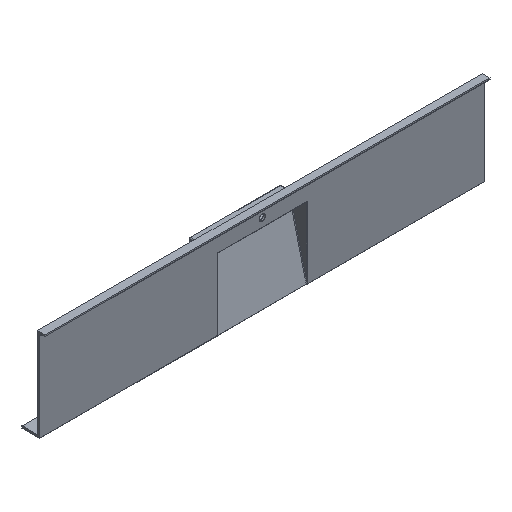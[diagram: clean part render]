
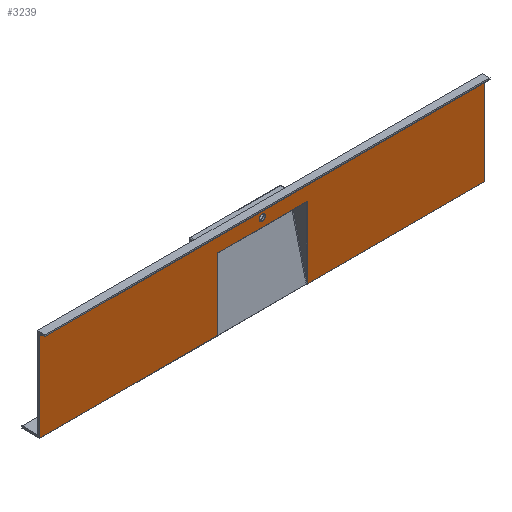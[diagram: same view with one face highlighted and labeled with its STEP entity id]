
A CAD part, isometric view. The second image highlights one B-rep face of the part: STEP entity #3239.
In plain terms, the highlighted planar face has unit normal (0, -1, 0).
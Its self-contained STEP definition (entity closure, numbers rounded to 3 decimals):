
#2 = DIRECTION ( 'NONE',  ( 0., 0., -1. ) ) ;
#31 = LINE ( 'NONE', #4196, #4143 ) ;
#55 = EDGE_CURVE ( 'NONE', #4222, #402, #2221, .T. ) ;
#173 = CIRCLE ( 'NONE', #2177, 17.5 ) ;
#194 = DIRECTION ( 'NONE',  ( 0., -1., 0. ) ) ;
#224 = EDGE_CURVE ( 'NONE', #2368, #4222, #750, .T. ) ;
#334 = EDGE_CURVE ( 'NONE', #402, #1468, #2685, .T. ) ;
#381 = DIRECTION ( 'NONE',  ( 0., 0., 1. ) ) ;
#402 = VERTEX_POINT ( 'NONE', #1273 ) ;
#437 = EDGE_LOOP ( 'NONE', ( #2122, #3288 ) ) ;
#530 = EDGE_CURVE ( 'NONE', #2160, #2319, #4758, .T. ) ;
#610 = CARTESIAN_POINT ( 'NONE',  ( -600., 50., -71. ) ) ;
#700 = EDGE_CURVE ( 'NONE', #4321, #2368, #3457, .T. ) ;
#750 = LINE ( 'NONE', #1509, #3028 ) ;
#963 = CARTESIAN_POINT ( 'NONE',  ( 1200., 50., -519.57 ) ) ;
#980 = FACE_BOUND ( 'NONE', #437, .T. ) ;
#1057 = CARTESIAN_POINT ( 'NONE',  ( 650., 50., 20. ) ) ;
#1126 = CARTESIAN_POINT ( 'NONE',  ( -853.181, 50., -117.153 ) ) ;
#1262 = CARTESIAN_POINT ( 'NONE',  ( -346.819, 50., -117.153 ) ) ;
#1273 = CARTESIAN_POINT ( 'NONE',  ( -853.181, 50., -519.57 ) ) ;
#1340 = DIRECTION ( 'NONE',  ( 1., 0., 0. ) ) ;
#1435 = DIRECTION ( 'NONE',  ( 0., 1., 0. ) ) ;
#1442 = CARTESIAN_POINT ( 'NONE',  ( -1850., 50., -519.57 ) ) ;
#1468 = VERTEX_POINT ( 'NONE', #1126 ) ;
#1509 = CARTESIAN_POINT ( 'NONE',  ( -1850., 50., -580. ) ) ;
#1559 = DIRECTION ( 'NONE',  ( -1., 0., 0. ) ) ;
#1562 = EDGE_CURVE ( 'NONE', #3561, #2187, #31, .T. ) ;
#1677 = EDGE_CURVE ( 'NONE', #2187, #3141, #2097, .T. ) ;
#1747 = CARTESIAN_POINT ( 'NONE',  ( 1200., 50., -12. ) ) ;
#1858 = CARTESIAN_POINT ( 'NONE',  ( -853.181, 50., -12. ) ) ;
#1917 = ORIENTED_EDGE ( 'NONE', *, *, #3374, .T. ) ;
#1946 = ORIENTED_EDGE ( 'NONE', *, *, #334, .T. ) ;
#1958 = EDGE_LOOP ( 'NONE', ( #2614, #2086, #2180, #2132, #1946, #1917, #4886, #3313 ) ) ;
#2086 = ORIENTED_EDGE ( 'NONE', *, *, #700, .T. ) ;
#2097 = LINE ( 'NONE', #963, #3264 ) ;
#2122 = ORIENTED_EDGE ( 'NONE', *, *, #2558, .F. ) ;
#2132 = ORIENTED_EDGE ( 'NONE', *, *, #55, .T. ) ;
#2147 = DIRECTION ( 'NONE',  ( 0., 0., -1. ) ) ;
#2160 = VERTEX_POINT ( 'NONE', #4110 ) ;
#2177 = AXIS2_PLACEMENT_3D ( 'NONE', #3371, #4480, #3446 ) ;
#2180 = ORIENTED_EDGE ( 'NONE', *, *, #224, .T. ) ;
#2187 = VERTEX_POINT ( 'NONE', #2695 ) ;
#2221 = LINE ( 'NONE', #3345, #3898 ) ;
#2266 = VECTOR ( 'NONE', #2668, 1000. ) ;
#2314 = LINE ( 'NONE', #3818, #3444 ) ;
#2319 = VERTEX_POINT ( 'NONE', #2779 ) ;
#2368 = VERTEX_POINT ( 'NONE', #4376 ) ;
#2376 = DIRECTION ( 'NONE',  ( 0., 0., -1. ) ) ;
#2400 = VECTOR ( 'NONE', #1559, 1000. ) ;
#2413 = CARTESIAN_POINT ( 'NONE',  ( 650., 50., -519.57 ) ) ;
#2496 = EDGE_CURVE ( 'NONE', #3141, #4321, #4158, .T. ) ;
#2508 = FACE_OUTER_BOUND ( 'NONE', #1958, .T. ) ;
#2558 = EDGE_CURVE ( 'NONE', #2319, #2160, #173, .T. ) ;
#2614 = ORIENTED_EDGE ( 'NONE', *, *, #2496, .T. ) ;
#2643 = DIRECTION ( 'NONE',  ( 1., 0., 0. ) ) ;
#2668 = DIRECTION ( 'NONE',  ( 0., 0., 1. ) ) ;
#2685 = LINE ( 'NONE', #1858, #4363 ) ;
#2695 = CARTESIAN_POINT ( 'NONE',  ( -346.819, 50., -519.57 ) ) ;
#2701 = CARTESIAN_POINT ( 'NONE',  ( -925., 50., -22.57 ) ) ;
#2779 = CARTESIAN_POINT ( 'NONE',  ( -600., 50., -88.5 ) ) ;
#3028 = VECTOR ( 'NONE', #2, 1000. ) ;
#3141 = VERTEX_POINT ( 'NONE', #2413 ) ;
#3180 = AXIS2_PLACEMENT_3D ( 'NONE', #610, #194, #2147 ) ;
#3239 = ADVANCED_FACE ( 'NONE', ( #980, #2508 ), #3287, .F. ) ;
#3264 = VECTOR ( 'NONE', #1340, 1000. ) ;
#3287 = PLANE ( 'NONE',  #3520 ) ;
#3288 = ORIENTED_EDGE ( 'NONE', *, *, #530, .F. ) ;
#3313 = ORIENTED_EDGE ( 'NONE', *, *, #1677, .T. ) ;
#3345 = CARTESIAN_POINT ( 'NONE',  ( 1200., 50., -519.57 ) ) ;
#3371 = CARTESIAN_POINT ( 'NONE',  ( -600., 50., -71. ) ) ;
#3374 = EDGE_CURVE ( 'NONE', #1468, #3561, #2314, .T. ) ;
#3444 = VECTOR ( 'NONE', #4559, 1000. ) ;
#3446 = DIRECTION ( 'NONE',  ( 0., 0., -1. ) ) ;
#3457 = LINE ( 'NONE', #2701, #2400 ) ;
#3520 = AXIS2_PLACEMENT_3D ( 'NONE', #1747, #1435, #4009 ) ;
#3561 = VERTEX_POINT ( 'NONE', #1262 ) ;
#3818 = CARTESIAN_POINT ( 'NONE',  ( -349.666, 50., -117.153 ) ) ;
#3898 = VECTOR ( 'NONE', #2643, 1000. ) ;
#4009 = DIRECTION ( 'NONE',  ( 0., 0., 1. ) ) ;
#4110 = CARTESIAN_POINT ( 'NONE',  ( -600., 50., -53.5 ) ) ;
#4143 = VECTOR ( 'NONE', #2376, 1000. ) ;
#4158 = LINE ( 'NONE', #1057, #2266 ) ;
#4196 = CARTESIAN_POINT ( 'NONE',  ( -346.819, 50., -12. ) ) ;
#4222 = VERTEX_POINT ( 'NONE', #1442 ) ;
#4321 = VERTEX_POINT ( 'NONE', #4635 ) ;
#4363 = VECTOR ( 'NONE', #381, 1000. ) ;
#4376 = CARTESIAN_POINT ( 'NONE',  ( -1850., 50., -22.57 ) ) ;
#4480 = DIRECTION ( 'NONE',  ( 0., -1., 0. ) ) ;
#4559 = DIRECTION ( 'NONE',  ( 1., 0., 0. ) ) ;
#4635 = CARTESIAN_POINT ( 'NONE',  ( 650., 50., -22.57 ) ) ;
#4758 = CIRCLE ( 'NONE', #3180, 17.5 ) ;
#4886 = ORIENTED_EDGE ( 'NONE', *, *, #1562, .T. ) ;
